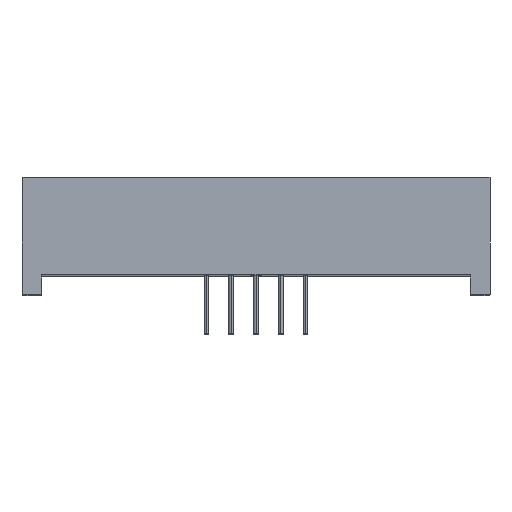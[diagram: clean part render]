
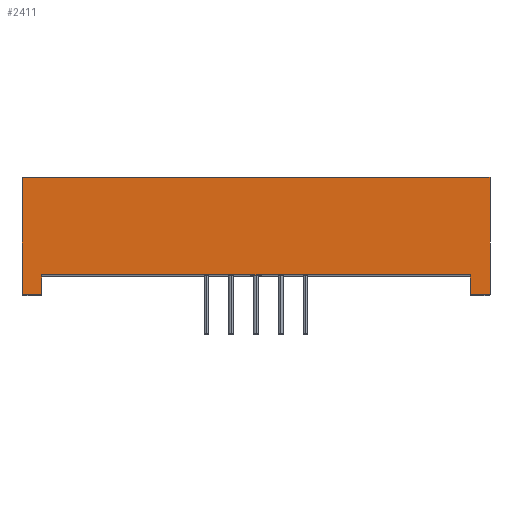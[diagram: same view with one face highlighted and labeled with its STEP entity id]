
A CAD part, top view. The second image highlights one B-rep face of the part: STEP entity #2411.
In plain terms, the highlighted planar face has unit normal (0, 0, 1).
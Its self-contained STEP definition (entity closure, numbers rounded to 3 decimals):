
#526 = VERTEX_POINT ( 'NONE', #11940 ) ;
#595 = VERTEX_POINT ( 'NONE', #12009 ) ;
#958 = ORIENTED_EDGE ( 'NONE', *, *, #2672, .T. ) ;
#960 = ORIENTED_EDGE ( 'NONE', *, *, #2669, .T. ) ;
#961 = ORIENTED_EDGE ( 'NONE', *, *, #2594, .T. ) ;
#962 = ORIENTED_EDGE ( 'NONE', *, *, #2494, .T. ) ;
#963 = ORIENTED_EDGE ( 'NONE', *, *, #3050, .T. ) ;
#964 = ORIENTED_EDGE ( 'NONE', *, *, #2678, .T. ) ;
#965 = ORIENTED_EDGE ( 'NONE', *, *, #2628, .F. ) ;
#966 = ORIENTED_EDGE ( 'NONE', *, *, #2679, .F. ) ;
#1683 = LINE ( 'NONE', #1684, #6734 ) ;
#1684 = CARTESIAN_POINT ( 'NONE',  ( -22., -44.626, 35. ) ) ;
#1685 = DIRECTION ( 'NONE',  ( 0., 1., 0. ) ) ;
#1785 = LINE ( 'NONE', #1786, #4009 ) ;
#1786 = CARTESIAN_POINT ( 'NONE',  ( -66.16, 0., 35. ) ) ;
#1787 = DIRECTION ( 'NONE',  ( 1., 0., 0. ) ) ;
#2020 = LINE ( 'NONE', #2021, #4041 ) ;
#2021 = CARTESIAN_POINT ( 'NONE',  ( -66.16, -12., 35. ) ) ;
#2022 = DIRECTION ( 'NONE',  ( 1., 0., 0. ) ) ;
#2029 = LINE ( 'NONE', #2030, #4044 ) ;
#2030 = CARTESIAN_POINT ( 'NONE',  ( 22., -44.626, 35. ) ) ;
#2031 = DIRECTION ( 'NONE',  ( 0., -1., 0. ) ) ;
#2047 = LINE ( 'NONE', #2048, #4050 ) ;
#2048 = CARTESIAN_POINT ( 'NONE',  ( 24., -12., 35. ) ) ;
#2049 = DIRECTION ( 'NONE',  ( 0., 1., 0. ) ) ;
#2050 = LINE ( 'NONE', #2051, #4051 ) ;
#2051 = CARTESIAN_POINT ( 'NONE',  ( -24., -12., 35. ) ) ;
#2052 = DIRECTION ( 'NONE',  ( 0., 1., 0. ) ) ;
#2411 = ADVANCED_FACE ( 'NONE', ( #7520 ), #12125, .T. ) ;
#2494 = EDGE_CURVE ( 'NONE', #526, #595, #12624, .T. ) ;
#2594 = EDGE_CURVE ( 'NONE', #11448, #526, #1683, .T. ) ;
#2628 = EDGE_CURVE ( 'NONE', #11415, #11414, #1785, .T. ) ;
#2669 = EDGE_CURVE ( 'NONE', #11398, #11448, #2020, .T. ) ;
#2672 = EDGE_CURVE ( 'NONE', #595, #11455, #2029, .T. ) ;
#2678 = EDGE_CURVE ( 'NONE', #11456, #11414, #2047, .T. ) ;
#2679 = EDGE_CURVE ( 'NONE', #11398, #11415, #2050, .T. ) ;
#3050 = EDGE_CURVE ( 'NONE', #11455, #11456, #7826, .T. ) ;
#4009 = VECTOR ( 'NONE', #1787, 1000. ) ;
#4041 = VECTOR ( 'NONE', #2022, 1000. ) ;
#4044 = VECTOR ( 'NONE', #2031, 1000. ) ;
#4050 = VECTOR ( 'NONE', #2049, 1000. ) ;
#4051 = VECTOR ( 'NONE', #2052, 1000. ) ;
#4246 = VECTOR ( 'NONE', #7828, 1000. ) ;
#6663 = VECTOR ( 'NONE', #12626, 1000. ) ;
#6734 = VECTOR ( 'NONE', #1685, 1000. ) ;
#7481 = AXIS2_PLACEMENT_3D ( 'NONE', #12126, #12127, #12128 ) ;
#7520 = FACE_OUTER_BOUND ( 'NONE', #11239, .T. ) ;
#7826 = LINE ( 'NONE', #7827, #4246 ) ;
#7827 = CARTESIAN_POINT ( 'NONE',  ( -66.16, -12., 35. ) ) ;
#7828 = DIRECTION ( 'NONE',  ( 1., 0., 0. ) ) ;
#9984 = CARTESIAN_POINT ( 'NONE',  ( -24., -12., 35. ) ) ;
#10000 = CARTESIAN_POINT ( 'NONE',  ( 24., 0., 35. ) ) ;
#10001 = CARTESIAN_POINT ( 'NONE',  ( -24., 0., 35. ) ) ;
#10034 = CARTESIAN_POINT ( 'NONE',  ( -22., -12., 35. ) ) ;
#10041 = CARTESIAN_POINT ( 'NONE',  ( 22., -12., 35. ) ) ;
#10042 = CARTESIAN_POINT ( 'NONE',  ( 24., -12., 35. ) ) ;
#11239 = EDGE_LOOP ( 'NONE', ( #960, #961, #962, #958, #963, #964, #965, #966 ) ) ;
#11398 = VERTEX_POINT ( 'NONE', #9984 ) ;
#11414 = VERTEX_POINT ( 'NONE', #10000 ) ;
#11415 = VERTEX_POINT ( 'NONE', #10001 ) ;
#11448 = VERTEX_POINT ( 'NONE', #10034 ) ;
#11455 = VERTEX_POINT ( 'NONE', #10041 ) ;
#11456 = VERTEX_POINT ( 'NONE', #10042 ) ;
#11940 = CARTESIAN_POINT ( 'NONE',  ( -22., -10., 35. ) ) ;
#12009 = CARTESIAN_POINT ( 'NONE',  ( 22., -10., 35. ) ) ;
#12125 = PLANE ( 'NONE',  #7481 ) ;
#12126 = CARTESIAN_POINT ( 'NONE',  ( -66.16, -12., 35. ) ) ;
#12127 = DIRECTION ( 'NONE',  ( 0., 0., 1. ) ) ;
#12128 = DIRECTION ( 'NONE',  ( 1., 0., 0. ) ) ;
#12624 = LINE ( 'NONE', #12625, #6663 ) ;
#12625 = CARTESIAN_POINT ( 'NONE',  ( 0., -10., 35. ) ) ;
#12626 = DIRECTION ( 'NONE',  ( 1., 0., 0. ) ) ;
